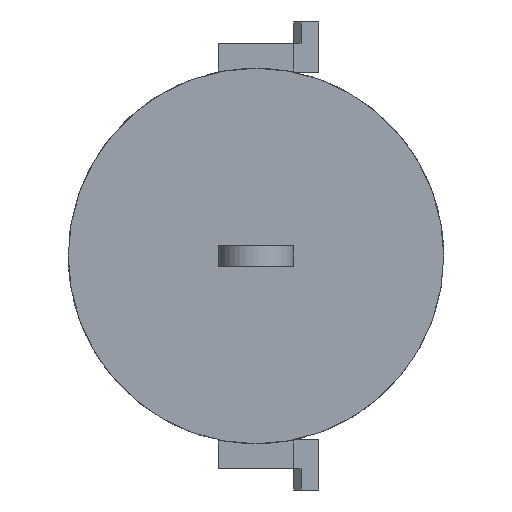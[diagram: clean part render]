
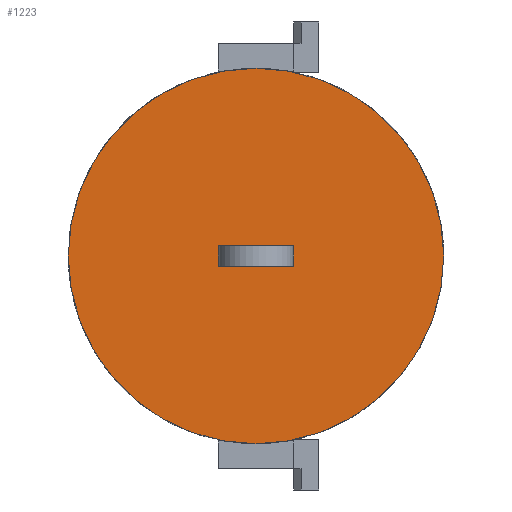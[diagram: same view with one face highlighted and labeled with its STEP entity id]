
A CAD part, front view. The second image highlights one B-rep face of the part: STEP entity #1223.
In plain terms, the highlighted planar face has unit normal (0, -1, 0).
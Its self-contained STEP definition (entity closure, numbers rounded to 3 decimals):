
#21=FACE_BOUND('',#208,.T.);
#75=PLANE('',#1356);
#139=FACE_OUTER_BOUND('',#207,.T.);
#207=EDGE_LOOP('',(#1145));
#208=EDGE_LOOP('',(#1146,#1147,#1148,#1149));
#240=CIRCLE('',#1303,75.);
#364=LINE('',#2010,#491);
#367=LINE('',#2015,#494);
#369=LINE('',#2021,#496);
#371=LINE('',#2027,#498);
#491=VECTOR('',#1646,10.);
#494=VECTOR('',#1651,10.);
#496=VECTOR('',#1657,10.);
#498=VECTOR('',#1665,10.);
#575=VERTEX_POINT('',#1888);
#612=VERTEX_POINT('',#2007);
#613=VERTEX_POINT('',#2009);
#614=VERTEX_POINT('',#2013);
#616=VERTEX_POINT('',#2019);
#716=EDGE_CURVE('',#575,#575,#240,.T.);
#776=EDGE_CURVE('',#613,#612,#364,.T.);
#779=EDGE_CURVE('',#612,#614,#367,.T.);
#782=EDGE_CURVE('',#614,#616,#369,.T.);
#785=EDGE_CURVE('',#616,#613,#371,.T.);
#1145=ORIENTED_EDGE('',*,*,#716,.F.);
#1146=ORIENTED_EDGE('',*,*,#782,.T.);
#1147=ORIENTED_EDGE('',*,*,#785,.T.);
#1148=ORIENTED_EDGE('',*,*,#776,.T.);
#1149=ORIENTED_EDGE('',*,*,#779,.T.);
#1223=ADVANCED_FACE('',(#139,#21),#75,.F.);
#1303=AXIS2_PLACEMENT_3D('',#1890,#1531,#1532);
#1356=AXIS2_PLACEMENT_3D('',#2127,#1704,#1705);
#1531=DIRECTION('center_axis',(0.,1.,0.));
#1532=DIRECTION('ref_axis',(-1.,0.,0.));
#1646=DIRECTION('',(0.,0.,1.));
#1651=DIRECTION('',(1.,0.,0.));
#1657=DIRECTION('',(0.,0.,-1.));
#1665=DIRECTION('',(-1.,0.,0.));
#1704=DIRECTION('center_axis',(0.,1.,0.));
#1705=DIRECTION('ref_axis',(0.,0.,1.));
#1888=CARTESIAN_POINT('',(75.,0.,0.));
#1890=CARTESIAN_POINT('Origin',(0.,0.,0.));
#2007=CARTESIAN_POINT('',(-15.,0.,4.));
#2009=CARTESIAN_POINT('',(-15.,0.,-4.));
#2010=CARTESIAN_POINT('',(-15.,0.,2.));
#2013=CARTESIAN_POINT('',(15.,0.,4.));
#2015=CARTESIAN_POINT('',(7.5,0.,4.));
#2019=CARTESIAN_POINT('',(15.,0.,-4.));
#2021=CARTESIAN_POINT('',(15.,0.,-2.));
#2027=CARTESIAN_POINT('',(-7.5,0.,-4.));
#2127=CARTESIAN_POINT('Origin',(0.,0.,0.));
